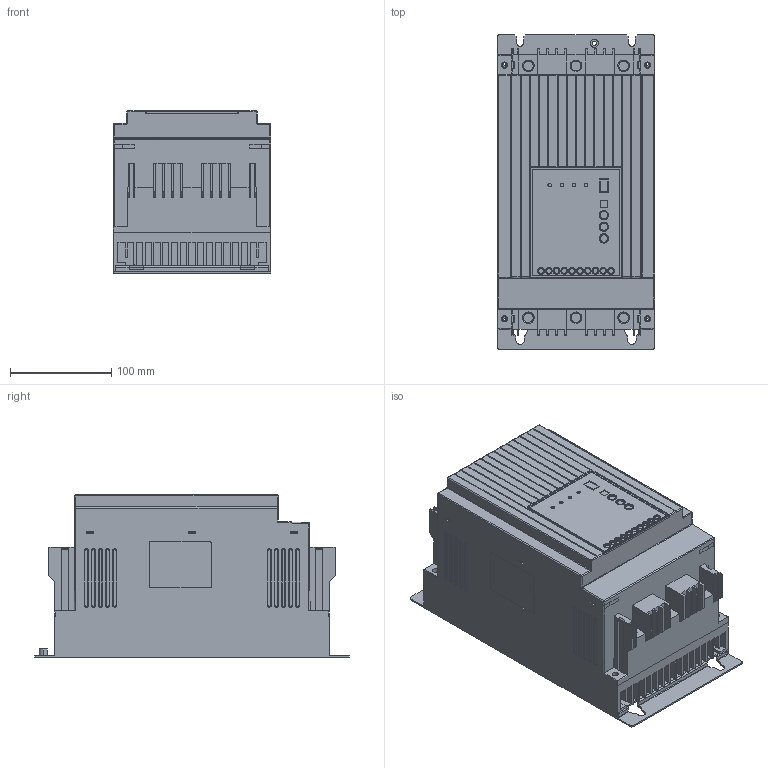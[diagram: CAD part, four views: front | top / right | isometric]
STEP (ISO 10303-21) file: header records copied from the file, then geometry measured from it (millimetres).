
FILE_DESCRIPTION (( 'STEP AP203' ), '1' );
FILE_NAME ('Frame D 20230704.STEP', '2023-08-25T11:51:07', ( '' ), ( '' ), 'SwSTEP 2.0', 'SolidWorks 2022', '' );
FILE_SCHEMA (( 'CONFIG_CONTROL_DESIGN' ));
Length unit declared in the file: millimetre
Products named in the file (1): Frame D 20230704
Bounding box: 155 x 310 x 159.7 mm (x, y, z)
Volume: 5483414.5 mm3; surface area: 377877.7 mm2
Topology: 1 solids, 20 shells, 1494 faces, 3966 edges, 2588 vertices
Faces by surface type: plane 889, cylinder 306, cone 211, torus 64, sphere 14, bspline 10
Entity records: 48395 total; most frequent: CARTESIAN_POINT 11815, ORIENTED_EDGE 7898, DIRECTION 7161, EDGE_CURVE 3949, VERTEX_POINT 2584, VECTOR 2441, LINE 2441, AXIS2_PLACEMENT_3D 2360
